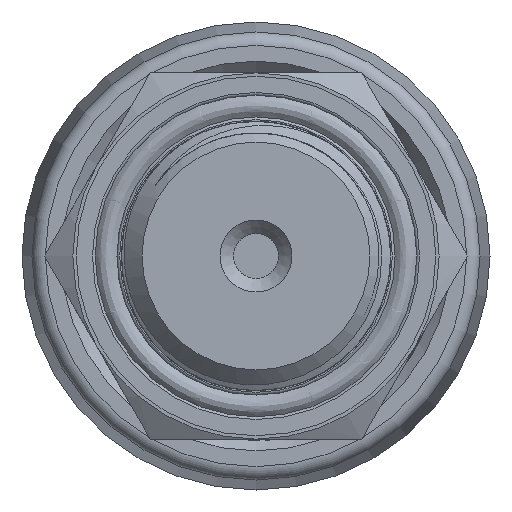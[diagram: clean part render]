
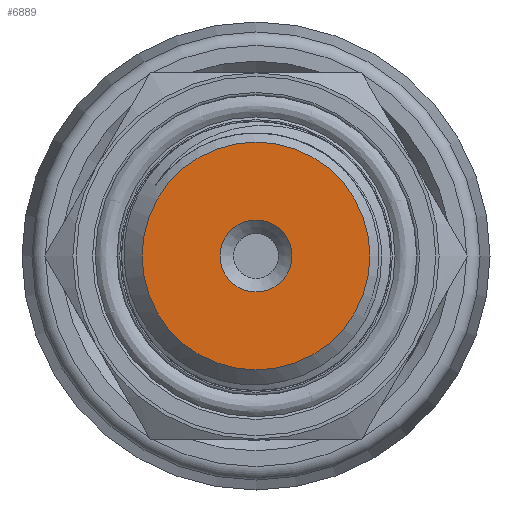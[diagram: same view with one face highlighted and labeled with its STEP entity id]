
A CAD part, left-side view. The second image highlights one B-rep face of the part: STEP entity #6889.
In plain terms, the highlighted planar face has unit normal (-1, 0, 0).
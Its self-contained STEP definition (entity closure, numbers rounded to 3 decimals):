
#108=PLANE('',#7214);
#401=FACE_BOUND('',#1392,.T.);
#568=CIRCLE('',#7168,8.4);
#596=CIRCLE('',#7213,2.65);
#980=FACE_OUTER_BOUND('',#1391,.T.);
#1391=EDGE_LOOP('',(#6452));
#1392=EDGE_LOOP('',(#6453));
#3304=VERTEX_POINT('',#25238);
#3328=VERTEX_POINT('',#26271);
#4331=EDGE_CURVE('',#3304,#3304,#568,.T.);
#4371=EDGE_CURVE('',#3328,#3328,#596,.T.);
#6452=ORIENTED_EDGE('',*,*,#4331,.T.);
#6453=ORIENTED_EDGE('',*,*,#4371,.T.);
#6889=ADVANCED_FACE('',(#980,#401),#108,.T.);
#7168=AXIS2_PLACEMENT_3D('',#25240,#8101,#8102);
#7213=AXIS2_PLACEMENT_3D('',#26273,#8199,#8200);
#7214=AXIS2_PLACEMENT_3D('',#26274,#8201,#8202);
#8101=DIRECTION('center_axis',(-1.,0.,0.));
#8102=DIRECTION('ref_axis',(0.,1.,0.));
#8199=DIRECTION('center_axis',(1.,0.,0.));
#8200=DIRECTION('ref_axis',(0.,0.,-1.));
#8201=DIRECTION('center_axis',(-1.,0.,0.));
#8202=DIRECTION('ref_axis',(0.,0.,1.));
#25238=CARTESIAN_POINT('',(-61.,-8.4,0.));
#25240=CARTESIAN_POINT('Origin',(-61.,0.,0.));
#26271=CARTESIAN_POINT('',(-61.,-2.65,0.));
#26273=CARTESIAN_POINT('Origin',(-61.,0.,0.));
#26274=CARTESIAN_POINT('Origin',(-61.,10.,0.));
